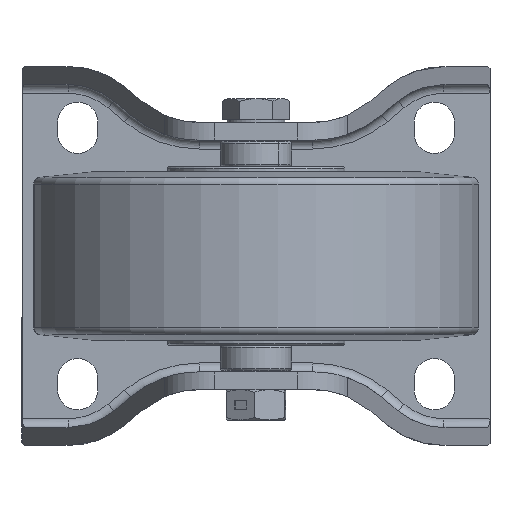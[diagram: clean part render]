
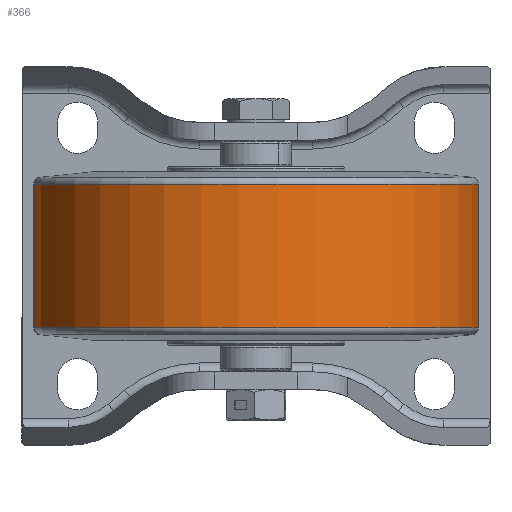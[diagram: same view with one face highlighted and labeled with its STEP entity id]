
A CAD part, front view. The second image highlights one B-rep face of the part: STEP entity #366.
In plain terms, the highlighted cylindrical face has radius 50 mm (diameter 100 mm), a partial arc.
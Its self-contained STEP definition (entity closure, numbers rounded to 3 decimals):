
#81 = DIRECTION ( 'NONE',  ( -0.995, -0.099, 0. ) ) ;
#97 = CARTESIAN_POINT ( 'NONE',  ( 0., -78., 16.147 ) ) ;
#366 = ADVANCED_FACE ( 'NONE', ( #11328 ), #12787, .T. ) ;
#1016 = CIRCLE ( 'NONE', #5644, 50. ) ;
#1099 = CARTESIAN_POINT ( 'NONE',  ( 0., -78., -16.147 ) ) ;
#1416 = EDGE_CURVE ( 'NONE', #7153, #13534, #4736, .T. ) ;
#1974 = VECTOR ( 'NONE', #11097, 1000. ) ;
#2443 = VECTOR ( 'NONE', #2835, 1000. ) ;
#2835 = DIRECTION ( 'NONE',  ( 0., 0., 1. ) ) ;
#3660 = CARTESIAN_POINT ( 'NONE',  ( 0., -78., 26.529 ) ) ;
#4039 = ORIENTED_EDGE ( 'NONE', *, *, #12040, .T. ) ;
#4127 = VERTEX_POINT ( 'NONE', #4188 ) ;
#4188 = CARTESIAN_POINT ( 'NONE',  ( -49.756, -82.936, -16.147 ) ) ;
#4316 = DIRECTION ( 'NONE',  ( 0., 0., -1. ) ) ;
#4736 = LINE ( 'NONE', #7920, #1974 ) ;
#5644 = AXIS2_PLACEMENT_3D ( 'NONE', #1099, #9471, #81 ) ;
#5687 = CIRCLE ( 'NONE', #6131, 50. ) ;
#5881 = ORIENTED_EDGE ( 'NONE', *, *, #1416, .T. ) ;
#6131 = AXIS2_PLACEMENT_3D ( 'NONE', #97, #4316, #6297 ) ;
#6257 = AXIS2_PLACEMENT_3D ( 'NONE', #3660, #7814, #10288 ) ;
#6297 = DIRECTION ( 'NONE',  ( -0.995, -0.099, 0. ) ) ;
#7153 = VERTEX_POINT ( 'NONE', #13049 ) ;
#7803 = EDGE_CURVE ( 'NONE', #4127, #12840, #12570, .T. ) ;
#7814 = DIRECTION ( 'NONE',  ( 0., 0., 1. ) ) ;
#7920 = CARTESIAN_POINT ( 'NONE',  ( 49.756, -73.064, 26.529 ) ) ;
#8288 = CARTESIAN_POINT ( 'NONE',  ( -49.756, -82.936, 16.147 ) ) ;
#8587 = EDGE_CURVE ( 'NONE', #13534, #12840, #5687, .T. ) ;
#8973 = ORIENTED_EDGE ( 'NONE', *, *, #8587, .T. ) ;
#9002 = ORIENTED_EDGE ( 'NONE', *, *, #7803, .F. ) ;
#9471 = DIRECTION ( 'NONE',  ( 0., 0., 1. ) ) ;
#9777 = CARTESIAN_POINT ( 'NONE',  ( 49.756, -73.064, 16.147 ) ) ;
#10288 = DIRECTION ( 'NONE',  ( 0.995, 0.099, 0. ) ) ;
#10606 = EDGE_LOOP ( 'NONE', ( #9002, #4039, #5881, #8973 ) ) ;
#11097 = DIRECTION ( 'NONE',  ( 0., 0., 1. ) ) ;
#11328 = FACE_OUTER_BOUND ( 'NONE', #10606, .T. ) ;
#12040 = EDGE_CURVE ( 'NONE', #4127, #7153, #1016, .T. ) ;
#12099 = CARTESIAN_POINT ( 'NONE',  ( -49.756, -82.936, 26.529 ) ) ;
#12570 = LINE ( 'NONE', #12099, #2443 ) ;
#12787 = CYLINDRICAL_SURFACE ( 'NONE', #6257, 50. ) ;
#12840 = VERTEX_POINT ( 'NONE', #8288 ) ;
#13049 = CARTESIAN_POINT ( 'NONE',  ( 49.756, -73.064, -16.147 ) ) ;
#13534 = VERTEX_POINT ( 'NONE', #9777 ) ;
